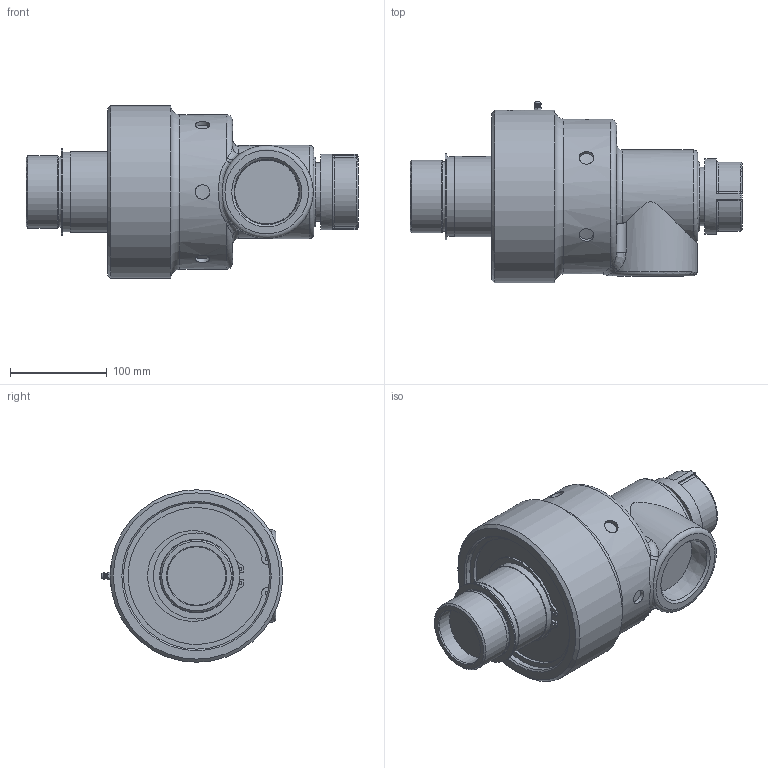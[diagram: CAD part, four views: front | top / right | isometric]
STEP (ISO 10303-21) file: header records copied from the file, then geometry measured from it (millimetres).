
FILE_DESCRIPTION(/* description */ (''),/* implementation_level */ '2;1');
FILE_NAME(/* name */ '755-701-330-IC.stp',/* time_stamp */ '2020-05-20T11:13:52-05:00',/* author */ ('dyurkovich'),/* organization */ (''),/* preprocessor_version */ 'ST-DEVELOPER v18',/* originating_system */ 'Autodesk Inventor 2020',/* authorisation */ '');
FILE_SCHEMA (('AUTOMOTIVE_DESIGN { 1 0 10303 214 3 1 1 }'));
Products named in the file (1): 755-701-330-IC
Bounding box: 342.82 x 187.56 x 178.18 mm (x, y, z)
Volume: 4149407.5 mm3; surface area: 204450.5 mm2
Topology: 1 solids, 1 shells, 442 faces, 1163 edges, 776 vertices
Faces by surface type: bspline 180, plane 140, cylinder 89, torus 15, cone 14, sphere 4
Full cylindrical faces by diameter (mm): 3.175 x2, 3.962 x2, 6.325 x1, 15 x6, 60.3 x1, 75.184 x1, 76.2 x1, 77.85 x1, 80.6 x1, 82 x1, 83.3 x1, 84.96 x1, 88.9 x1, 151 x1, 159.9 x1, 178.18 x1
Entity records: 49365 total; most frequent: CARTESIAN_POINT 39008, ORIENTED_EDGE 2326, DIRECTION 1713, EDGE_CURVE 1163, VERTEX_POINT 776, AXIS2_PLACEMENT_3D 650, EDGE_LOOP 497, FACE_OUTER_BOUND 442
